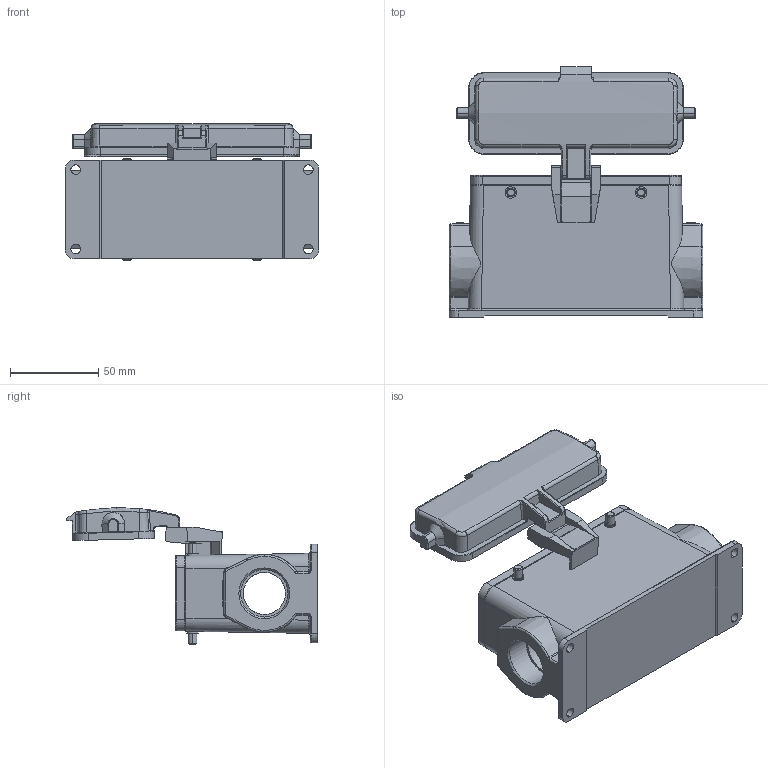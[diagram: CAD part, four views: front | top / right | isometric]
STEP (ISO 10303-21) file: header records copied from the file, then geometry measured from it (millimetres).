
FILE_DESCRIPTION(/* description */ (''),/* implementation_level */ '2;1');
FILE_NAME(/* name */ '3D_1240242705031_HV24B-SFH-4B-CV-2PG21_V1.1.STP',/* time_stamp */ '2024-01-15T14:36:57+08:00',/* author */ (''),/* organization */ (''),/* preprocessor_version */ 'ST-DEVELOPER v18.1',/* originating_system */ 'SIEMENS PLM Software NX 1980',/* authorisation */ '');
FILE_SCHEMA (('AUTOMOTIVE_DESIGN { 1 0 10303 214 3 1 1 1 }'));
Length unit declared in the file: millimetre
Products named in the file (1): 14593F888800a62s
Bounding box: 144 x 142.16 x 77.35 mm (x, y, z)
Volume: 214952.9 mm3; surface area: 96043.5 mm2
Topology: 7 solids, 7 shells, 693 faces, 1752 edges, 1102 vertices
Faces by surface type: cylinder 275, plane 269, torus 79, cone 37, bspline 29, sphere 3, extrusion 1
Full cylindrical faces by diameter (mm): 24 x2, 26.9 x2
Entity records: 23674 total; most frequent: CARTESIAN_POINT 7797, ORIENTED_EDGE 3492, DIRECTION 2997, EDGE_CURVE 1746, VERTEX_POINT 1102, AXIS2_PLACEMENT_3D 1076, VECTOR 845, LINE 844
